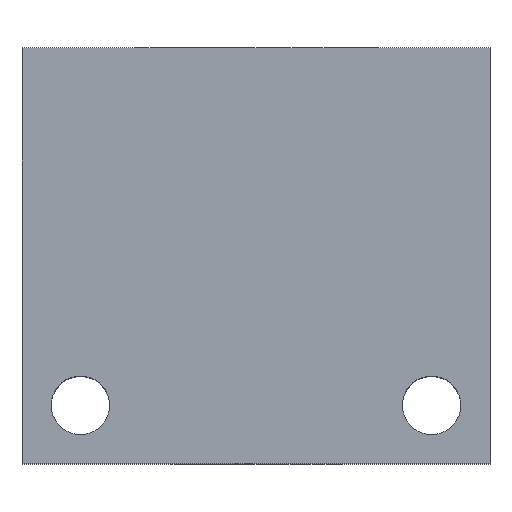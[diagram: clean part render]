
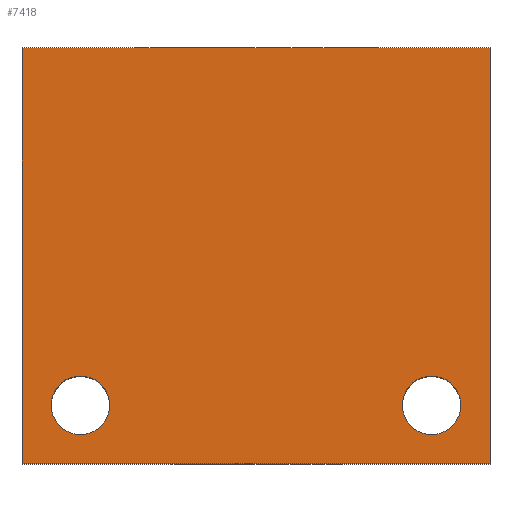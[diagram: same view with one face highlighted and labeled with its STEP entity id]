
A CAD part, top view. The second image highlights one B-rep face of the part: STEP entity #7418.
In plain terms, the highlighted planar face has unit normal (0, 0, 1).
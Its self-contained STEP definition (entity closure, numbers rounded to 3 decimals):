
#63=CIRCLE('',#7722,3.569);
#65=CIRCLE('',#7725,3.569);
#496=FACE_BOUND('',#1299,.T.);
#497=FACE_BOUND('',#1300,.T.);
#879=FACE_OUTER_BOUND('',#1298,.T.);
#1298=EDGE_LOOP('',(#6467,#6468,#6469,#6470));
#1299=EDGE_LOOP('',(#6471));
#1300=EDGE_LOOP('',(#6472));
#1683=LINE('',#9960,#2409);
#2024=LINE('',#12760,#2750);
#2027=LINE('',#12764,#2753);
#2029=LINE('',#12768,#2755);
#2409=VECTOR('',#8380,10.);
#2750=VECTOR('',#9037,10.);
#2753=VECTOR('',#9042,10.);
#2755=VECTOR('',#9048,10.);
#3020=VERTEX_POINT('',#9957);
#3021=VERTEX_POINT('',#9959);
#3420=VERTEX_POINT('',#12742);
#3422=VERTEX_POINT('',#12748);
#3426=VERTEX_POINT('',#12757);
#3427=VERTEX_POINT('',#12759);
#3823=EDGE_CURVE('',#3021,#3020,#1683,.T.);
#4431=EDGE_CURVE('',#3420,#3420,#63,.T.);
#4434=EDGE_CURVE('',#3422,#3422,#65,.T.);
#4439=EDGE_CURVE('',#3427,#3426,#2024,.T.);
#4442=EDGE_CURVE('',#3020,#3427,#2027,.T.);
#4444=EDGE_CURVE('',#3426,#3021,#2029,.T.);
#6467=ORIENTED_EDGE('',*,*,#4444,.T.);
#6468=ORIENTED_EDGE('',*,*,#3823,.T.);
#6469=ORIENTED_EDGE('',*,*,#4442,.T.);
#6470=ORIENTED_EDGE('',*,*,#4439,.T.);
#6471=ORIENTED_EDGE('',*,*,#4431,.T.);
#6472=ORIENTED_EDGE('',*,*,#4434,.T.);
#6705=PLANE('',#7731);
#7418=ADVANCED_FACE('',(#879,#496,#497),#6705,.T.);
#7722=AXIS2_PLACEMENT_3D('',#12743,#9021,#9022);
#7725=AXIS2_PLACEMENT_3D('',#12749,#9028,#9029);
#7731=AXIS2_PLACEMENT_3D('',#12769,#9049,#9050);
#8380=DIRECTION('',(0.,1.,0.));
#9021=DIRECTION('center_axis',(0.,0.,-1.));
#9022=DIRECTION('ref_axis',(1.,0.,0.));
#9028=DIRECTION('center_axis',(0.,0.,-1.));
#9029=DIRECTION('ref_axis',(1.,0.,0.));
#9037=DIRECTION('',(0.,-1.,0.));
#9042=DIRECTION('',(-1.,0.,0.));
#9048=DIRECTION('',(1.,0.,0.));
#9049=DIRECTION('center_axis',(0.,0.,1.));
#9050=DIRECTION('ref_axis',(1.,0.,0.));
#9957=CARTESIAN_POINT('',(57.15,50.8,38.1));
#9959=CARTESIAN_POINT('',(57.15,0.,38.1));
#9960=CARTESIAN_POINT('',(57.15,0.,38.1));
#12742=CARTESIAN_POINT('',(3.569,7.137,38.1));
#12743=CARTESIAN_POINT('Origin',(7.137,7.137,38.1));
#12748=CARTESIAN_POINT('',(46.444,7.137,38.1));
#12749=CARTESIAN_POINT('Origin',(50.013,7.137,38.1));
#12757=CARTESIAN_POINT('',(0.,0.,38.1));
#12759=CARTESIAN_POINT('',(0.,50.8,38.1));
#12760=CARTESIAN_POINT('',(0.,50.8,38.1));
#12764=CARTESIAN_POINT('',(57.15,50.8,38.1));
#12768=CARTESIAN_POINT('',(0.,0.,38.1));
#12769=CARTESIAN_POINT('Origin',(28.575,25.4,38.1));
